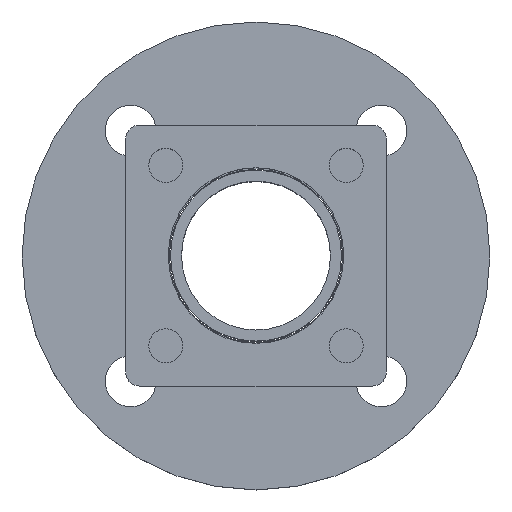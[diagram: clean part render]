
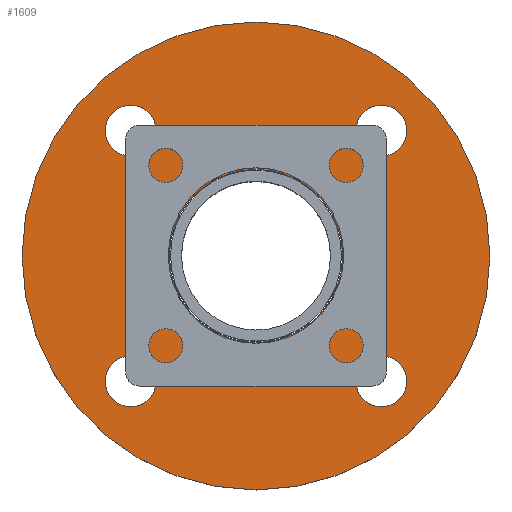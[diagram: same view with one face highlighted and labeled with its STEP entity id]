
A CAD part, top view. The second image highlights one B-rep face of the part: STEP entity #1609.
In plain terms, the highlighted face is planar.
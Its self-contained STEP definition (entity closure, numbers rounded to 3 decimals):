
#21 = DIRECTION ( 'NONE',  ( 0., 1., 0. ) ) ;
#35 = CARTESIAN_POINT ( 'NONE',  ( 0., 0., 0. ) ) ;
#59 = CARTESIAN_POINT ( 'NONE',  ( 0., 0., 30.55 ) ) ;
#99 = VERTEX_POINT ( 'NONE', #1650 ) ;
#115 = CIRCLE ( 'NONE', #343, 9. ) ;
#126 = CARTESIAN_POINT ( 'NONE',  ( 53.194, 0., 44.194 ) ) ;
#139 = CIRCLE ( 'NONE', #1393, 9. ) ;
#147 = AXIS2_PLACEMENT_3D ( 'NONE', #1638, #683, #1260 ) ;
#157 = VERTEX_POINT ( 'NONE', #1628 ) ;
#167 = EDGE_CURVE ( 'NONE', #863, #833, #115, .T. ) ;
#182 = CARTESIAN_POINT ( 'NONE',  ( 35.194, 0., 44.194 ) ) ;
#184 = DIRECTION ( 'NONE',  ( 0., 0., -1. ) ) ;
#199 = DIRECTION ( 'NONE',  ( 0., -1., 0. ) ) ;
#302 = ORIENTED_EDGE ( 'NONE', *, *, #1093, .T. ) ;
#303 = EDGE_CURVE ( 'NONE', #1089, #1256, #1453, .T. ) ;
#335 = CIRCLE ( 'NONE', #1136, 9. ) ;
#343 = AXIS2_PLACEMENT_3D ( 'NONE', #921, #1485, #1476 ) ;
#355 = VERTEX_POINT ( 'NONE', #182 ) ;
#381 = DIRECTION ( 'NONE',  ( 0., 0., 1. ) ) ;
#396 = CARTESIAN_POINT ( 'NONE',  ( 44.194, 0., 44.194 ) ) ;
#402 = CIRCLE ( 'NONE', #1416, 9. ) ;
#408 = CIRCLE ( 'NONE', #1280, 9. ) ;
#426 = CARTESIAN_POINT ( 'NONE',  ( 44.194, 0., -44.194 ) ) ;
#433 = CIRCLE ( 'NONE', #1542, 82.5 ) ;
#434 = EDGE_LOOP ( 'NONE', ( #749, #494 ) ) ;
#437 = DIRECTION ( 'NONE',  ( 0., 0., 1. ) ) ;
#440 = EDGE_LOOP ( 'NONE', ( #1613, #768 ) ) ;
#460 = AXIS2_PLACEMENT_3D ( 'NONE', #501, #922, #381 ) ;
#494 = ORIENTED_EDGE ( 'NONE', *, *, #1436, .F. ) ;
#501 = CARTESIAN_POINT ( 'NONE',  ( 0., 0., 0. ) ) ;
#508 = EDGE_CURVE ( 'NONE', #784, #1129, #1474, .T. ) ;
#516 = DIRECTION ( 'NONE',  ( 0., -1., 0. ) ) ;
#537 = FACE_BOUND ( 'NONE', #791, .T. ) ;
#566 = FACE_BOUND ( 'NONE', #1605, .T. ) ;
#569 = DIRECTION ( 'NONE',  ( 0., 0., 1. ) ) ;
#587 = DIRECTION ( 'NONE',  ( 0., 0., 1. ) ) ;
#623 = EDGE_CURVE ( 'NONE', #1688, #355, #984, .T. ) ;
#625 = CARTESIAN_POINT ( 'NONE',  ( -53.194, 0., -44.194 ) ) ;
#634 = CARTESIAN_POINT ( 'NONE',  ( -44.194, 0., -44.194 ) ) ;
#638 = VERTEX_POINT ( 'NONE', #1172 ) ;
#649 = DIRECTION ( 'NONE',  ( 1., 0., 0. ) ) ;
#683 = DIRECTION ( 'NONE',  ( 0., 1., 0. ) ) ;
#693 = FACE_BOUND ( 'NONE', #1324, .T. ) ;
#701 = FACE_BOUND ( 'NONE', #434, .T. ) ;
#705 = CARTESIAN_POINT ( 'NONE',  ( 0., 0., -30.55 ) ) ;
#711 = CARTESIAN_POINT ( 'NONE',  ( -44.194, 0., 44.194 ) ) ;
#726 = ORIENTED_EDGE ( 'NONE', *, *, #956, .F. ) ;
#733 = VERTEX_POINT ( 'NONE', #914 ) ;
#736 = DIRECTION ( 'NONE',  ( 0., 1., 0. ) ) ;
#749 = ORIENTED_EDGE ( 'NONE', *, *, #508, .F. ) ;
#763 = EDGE_CURVE ( 'NONE', #99, #157, #335, .T. ) ;
#768 = ORIENTED_EDGE ( 'NONE', *, *, #1519, .F. ) ;
#784 = VERTEX_POINT ( 'NONE', #1574 ) ;
#785 = AXIS2_PLACEMENT_3D ( 'NONE', #1654, #1227, #1531 ) ;
#791 = EDGE_LOOP ( 'NONE', ( #1460, #1524 ) ) ;
#807 = AXIS2_PLACEMENT_3D ( 'NONE', #711, #1267, #587 ) ;
#810 = PLANE ( 'NONE',  #785 ) ;
#833 = VERTEX_POINT ( 'NONE', #625 ) ;
#839 = AXIS2_PLACEMENT_3D ( 'NONE', #1113, #21, #569 ) ;
#861 = ORIENTED_EDGE ( 'NONE', *, *, #303, .T. ) ;
#863 = VERTEX_POINT ( 'NONE', #1330 ) ;
#889 = EDGE_CURVE ( 'NONE', #355, #1688, #402, .T. ) ;
#894 = CARTESIAN_POINT ( 'NONE',  ( 44.194, 0., -44.194 ) ) ;
#914 = CARTESIAN_POINT ( 'NONE',  ( 0., 0., 82.5 ) ) ;
#918 = EDGE_LOOP ( 'NONE', ( #1031, #726 ) ) ;
#921 = CARTESIAN_POINT ( 'NONE',  ( -44.194, 0., -44.194 ) ) ;
#922 = DIRECTION ( 'NONE',  ( 0., 1., 0. ) ) ;
#955 = DIRECTION ( 'NONE',  ( 0., -1., 0. ) ) ;
#956 = EDGE_CURVE ( 'NONE', #638, #733, #1275, .T. ) ;
#960 = AXIS2_PLACEMENT_3D ( 'NONE', #1189, #1056, #1357 ) ;
#984 = CIRCLE ( 'NONE', #1038, 9. ) ;
#987 = CIRCLE ( 'NONE', #839, 30.55 ) ;
#1031 = ORIENTED_EDGE ( 'NONE', *, *, #1791, .F. ) ;
#1038 = AXIS2_PLACEMENT_3D ( 'NONE', #396, #955, #649 ) ;
#1048 = DIRECTION ( 'NONE',  ( -1., 0., 0. ) ) ;
#1056 = DIRECTION ( 'NONE',  ( 0., -1., 0. ) ) ;
#1089 = VERTEX_POINT ( 'NONE', #705 ) ;
#1093 = EDGE_CURVE ( 'NONE', #1256, #1089, #987, .T. ) ;
#1113 = CARTESIAN_POINT ( 'NONE',  ( 0., 0., 0. ) ) ;
#1121 = CARTESIAN_POINT ( 'NONE',  ( -44.194, 0., 53.194 ) ) ;
#1129 = VERTEX_POINT ( 'NONE', #1121 ) ;
#1136 = AXIS2_PLACEMENT_3D ( 'NONE', #426, #199, #1174 ) ;
#1172 = CARTESIAN_POINT ( 'NONE',  ( 0., 0., -82.5 ) ) ;
#1174 = DIRECTION ( 'NONE',  ( 0., 0., -1. ) ) ;
#1189 = CARTESIAN_POINT ( 'NONE',  ( -44.194, 0., 44.194 ) ) ;
#1195 = DIRECTION ( 'NONE',  ( 1., 0., 0. ) ) ;
#1213 = DIRECTION ( 'NONE',  ( 0., -1., 0. ) ) ;
#1227 = DIRECTION ( 'NONE',  ( 0., 1., 0. ) ) ;
#1256 = VERTEX_POINT ( 'NONE', #59 ) ;
#1260 = DIRECTION ( 'NONE',  ( 0., 0., 1. ) ) ;
#1267 = DIRECTION ( 'NONE',  ( 0., -1., 0. ) ) ;
#1275 = CIRCLE ( 'NONE', #460, 82.5 ) ;
#1280 = AXIS2_PLACEMENT_3D ( 'NONE', #634, #516, #1048 ) ;
#1300 = EDGE_CURVE ( 'NONE', #157, #99, #139, .T. ) ;
#1324 = EDGE_LOOP ( 'NONE', ( #302, #861 ) ) ;
#1330 = CARTESIAN_POINT ( 'NONE',  ( -35.194, 0., -44.194 ) ) ;
#1357 = DIRECTION ( 'NONE',  ( 0., 0., 1. ) ) ;
#1393 = AXIS2_PLACEMENT_3D ( 'NONE', #894, #1583, #184 ) ;
#1416 = AXIS2_PLACEMENT_3D ( 'NONE', #1467, #1213, #1195 ) ;
#1436 = EDGE_CURVE ( 'NONE', #1129, #784, #1746, .T. ) ;
#1453 = CIRCLE ( 'NONE', #147, 30.55 ) ;
#1460 = ORIENTED_EDGE ( 'NONE', *, *, #763, .F. ) ;
#1467 = CARTESIAN_POINT ( 'NONE',  ( 44.194, 0., 44.194 ) ) ;
#1474 = CIRCLE ( 'NONE', #807, 9. ) ;
#1476 = DIRECTION ( 'NONE',  ( -1., 0., 0. ) ) ;
#1485 = DIRECTION ( 'NONE',  ( 0., -1., 0. ) ) ;
#1498 = ORIENTED_EDGE ( 'NONE', *, *, #623, .F. ) ;
#1519 = EDGE_CURVE ( 'NONE', #833, #863, #408, .T. ) ;
#1524 = ORIENTED_EDGE ( 'NONE', *, *, #1300, .F. ) ;
#1531 = DIRECTION ( 'NONE',  ( 0., 0., 1. ) ) ;
#1542 = AXIS2_PLACEMENT_3D ( 'NONE', #35, #736, #437 ) ;
#1572 = ORIENTED_EDGE ( 'NONE', *, *, #889, .F. ) ;
#1574 = CARTESIAN_POINT ( 'NONE',  ( -44.194, 0., 35.194 ) ) ;
#1583 = DIRECTION ( 'NONE',  ( 0., -1., 0. ) ) ;
#1605 = EDGE_LOOP ( 'NONE', ( #1572, #1498 ) ) ;
#1609 = ADVANCED_FACE ( 'NONE', ( #1673, #701, #566, #537, #1785, #693 ), #810, .F. ) ;
#1613 = ORIENTED_EDGE ( 'NONE', *, *, #167, .F. ) ;
#1628 = CARTESIAN_POINT ( 'NONE',  ( 44.194, 0., -53.194 ) ) ;
#1638 = CARTESIAN_POINT ( 'NONE',  ( 0., 0., 0. ) ) ;
#1650 = CARTESIAN_POINT ( 'NONE',  ( 44.194, 0., -35.194 ) ) ;
#1654 = CARTESIAN_POINT ( 'NONE',  ( -30.55, 0., 0. ) ) ;
#1673 = FACE_BOUND ( 'NONE', #440, .T. ) ;
#1688 = VERTEX_POINT ( 'NONE', #126 ) ;
#1746 = CIRCLE ( 'NONE', #960, 9. ) ;
#1785 = FACE_OUTER_BOUND ( 'NONE', #918, .T. ) ;
#1791 = EDGE_CURVE ( 'NONE', #733, #638, #433, .T. ) ;
